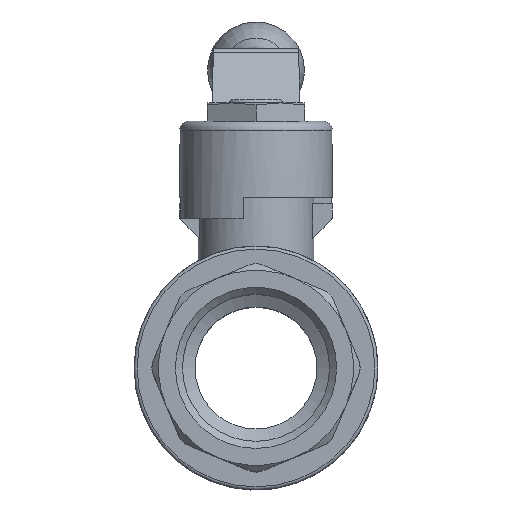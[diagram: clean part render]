
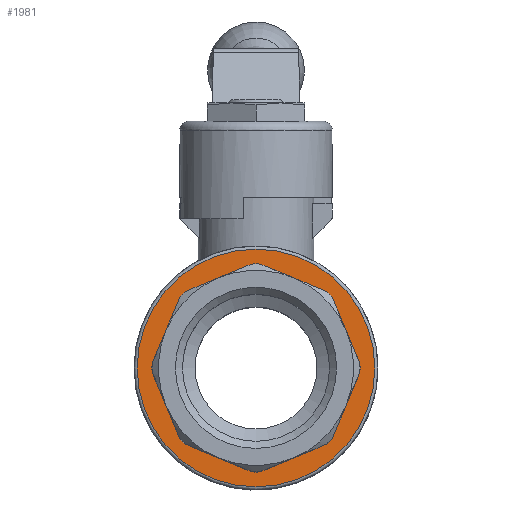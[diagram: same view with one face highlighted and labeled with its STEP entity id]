
A CAD part, top view. The second image highlights one B-rep face of the part: STEP entity #1981.
In plain terms, the highlighted planar face has unit normal (0, 0, 1).
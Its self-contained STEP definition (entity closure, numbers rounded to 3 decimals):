
#113=CIRCLE('',#2122,3.);
#114=CIRCLE('',#2124,3.);
#115=CIRCLE('',#2126,3.);
#116=CIRCLE('',#2128,3.);
#117=CIRCLE('',#2130,3.);
#118=CIRCLE('',#2132,3.);
#119=CIRCLE('',#2134,3.);
#120=CIRCLE('',#2136,3.);
#130=CIRCLE('',#2164,19.5);
#228=LINE('',#3215,#342);
#229=LINE('',#3226,#343);
#230=LINE('',#3237,#344);
#231=LINE('',#3248,#345);
#232=LINE('',#3259,#346);
#233=LINE('',#3270,#347);
#234=LINE('',#3281,#348);
#235=LINE('',#3292,#349);
#342=VECTOR('',#2466,1000.);
#343=VECTOR('',#2469,1000.);
#344=VECTOR('',#2472,1000.);
#345=VECTOR('',#2475,1000.);
#346=VECTOR('',#2478,1000.);
#347=VECTOR('',#2481,1000.);
#348=VECTOR('',#2484,1000.);
#349=VECTOR('',#2487,1000.);
#629=ORIENTED_EDGE('',*,*,#1149,.F.);
#630=ORIENTED_EDGE('',*,*,#1092,.T.);
#631=ORIENTED_EDGE('',*,*,#1125,.T.);
#632=ORIENTED_EDGE('',*,*,#1096,.T.);
#633=ORIENTED_EDGE('',*,*,#1128,.T.);
#634=ORIENTED_EDGE('',*,*,#1100,.T.);
#635=ORIENTED_EDGE('',*,*,#1131,.T.);
#636=ORIENTED_EDGE('',*,*,#1104,.T.);
#637=ORIENTED_EDGE('',*,*,#1134,.T.);
#638=ORIENTED_EDGE('',*,*,#1108,.T.);
#639=ORIENTED_EDGE('',*,*,#1137,.T.);
#640=ORIENTED_EDGE('',*,*,#1112,.T.);
#641=ORIENTED_EDGE('',*,*,#1116,.T.);
#642=ORIENTED_EDGE('',*,*,#1084,.T.);
#643=ORIENTED_EDGE('',*,*,#1119,.T.);
#644=ORIENTED_EDGE('',*,*,#1089,.T.);
#645=ORIENTED_EDGE('',*,*,#1122,.T.);
#1084=EDGE_CURVE('',#1359,#1360,#113,.T.);
#1089=EDGE_CURVE('',#1365,#1364,#114,.T.);
#1092=EDGE_CURVE('',#1367,#1368,#115,.T.);
#1096=EDGE_CURVE('',#1371,#1372,#116,.T.);
#1100=EDGE_CURVE('',#1375,#1376,#117,.T.);
#1104=EDGE_CURVE('',#1379,#1380,#118,.T.);
#1108=EDGE_CURVE('',#1383,#1384,#119,.T.);
#1112=EDGE_CURVE('',#1387,#1388,#120,.T.);
#1116=EDGE_CURVE('',#1388,#1359,#228,.T.);
#1119=EDGE_CURVE('',#1360,#1365,#229,.T.);
#1122=EDGE_CURVE('',#1364,#1367,#230,.T.);
#1125=EDGE_CURVE('',#1368,#1371,#231,.T.);
#1128=EDGE_CURVE('',#1372,#1375,#232,.T.);
#1131=EDGE_CURVE('',#1376,#1379,#233,.T.);
#1134=EDGE_CURVE('',#1380,#1383,#234,.T.);
#1137=EDGE_CURVE('',#1384,#1387,#235,.T.);
#1149=EDGE_CURVE('',#1400,#1400,#130,.T.);
#1359=VERTEX_POINT('',#3120);
#1360=VERTEX_POINT('',#3121);
#1364=VERTEX_POINT('',#3133);
#1365=VERTEX_POINT('',#3135);
#1367=VERTEX_POINT('',#3144);
#1368=VERTEX_POINT('',#3145);
#1371=VERTEX_POINT('',#3156);
#1372=VERTEX_POINT('',#3157);
#1375=VERTEX_POINT('',#3168);
#1376=VERTEX_POINT('',#3169);
#1379=VERTEX_POINT('',#3180);
#1380=VERTEX_POINT('',#3181);
#1383=VERTEX_POINT('',#3192);
#1384=VERTEX_POINT('',#3193);
#1387=VERTEX_POINT('',#3204);
#1388=VERTEX_POINT('',#3205);
#1400=VERTEX_POINT('',#3323);
#1628=EDGE_LOOP('',(#629));
#1629=EDGE_LOOP('',(#630,#631,#632,#633,#634,#635,#636,#637,#638,#639,#640,
#641,#642,#643,#644,#645));
#1779=FACE_BOUND('',#1628,.T.);
#1780=FACE_BOUND('',#1629,.T.);
#1899=PLANE('',#2163);
#1981=ADVANCED_FACE('',(#1779,#1780),#1899,.F.);
#2122=AXIS2_PLACEMENT_3D('',#3119,#2418,#2419);
#2124=AXIS2_PLACEMENT_3D('',#3134,#2425,#2426);
#2126=AXIS2_PLACEMENT_3D('',#3143,#2430,#2431);
#2128=AXIS2_PLACEMENT_3D('',#3155,#2436,#2437);
#2130=AXIS2_PLACEMENT_3D('',#3167,#2442,#2443);
#2132=AXIS2_PLACEMENT_3D('',#3179,#2448,#2449);
#2134=AXIS2_PLACEMENT_3D('',#3191,#2454,#2455);
#2136=AXIS2_PLACEMENT_3D('',#3203,#2460,#2461);
#2163=AXIS2_PLACEMENT_3D('',#3321,#2524,#2525);
#2164=AXIS2_PLACEMENT_3D('',#3322,#2526,#2527);
#2418=DIRECTION('',(0.,0.,-1.));
#2419=DIRECTION('',(-1.,0.,0.));
#2425=DIRECTION('',(0.,0.,-1.));
#2426=DIRECTION('',(-1.,0.,0.));
#2430=DIRECTION('',(0.,0.,-1.));
#2431=DIRECTION('',(-1.,0.,0.));
#2436=DIRECTION('',(0.,0.,-1.));
#2437=DIRECTION('',(-1.,0.,0.));
#2442=DIRECTION('',(0.,0.,-1.));
#2443=DIRECTION('',(-1.,0.,0.));
#2448=DIRECTION('',(0.,0.,-1.));
#2449=DIRECTION('',(-1.,0.,0.));
#2454=DIRECTION('',(0.,0.,-1.));
#2455=DIRECTION('',(-1.,0.,0.));
#2460=DIRECTION('',(0.,0.,-1.));
#2461=DIRECTION('',(-1.,0.,0.));
#2466=DIRECTION('',(0.383,0.924,0.));
#2469=DIRECTION('',(0.924,0.383,0.));
#2472=DIRECTION('',(0.924,-0.383,0.));
#2475=DIRECTION('',(0.383,-0.924,0.));
#2478=DIRECTION('',(-0.383,-0.924,0.));
#2481=DIRECTION('',(-0.924,-0.383,0.));
#2484=DIRECTION('',(-0.924,0.383,0.));
#2487=DIRECTION('',(-0.383,0.924,0.));
#2524=DIRECTION('',(0.,0.,-1.));
#2525=DIRECTION('',(-1.,0.,0.));
#2526=DIRECTION('',(0.,0.,-1.));
#2527=DIRECTION('',(-1.,0.,0.));
#3119=CARTESIAN_POINT('',(-9.95,9.95,19.));
#3120=CARTESIAN_POINT('',(-12.721,11.098,19.));
#3121=CARTESIAN_POINT('',(-11.098,12.721,19.));
#3133=CARTESIAN_POINT('',(1.148,16.843,19.));
#3134=CARTESIAN_POINT('',(0.,14.071,19.));
#3135=CARTESIAN_POINT('',(-1.148,16.843,19.));
#3143=CARTESIAN_POINT('',(9.95,9.95,19.));
#3144=CARTESIAN_POINT('',(11.098,12.721,19.));
#3145=CARTESIAN_POINT('',(12.721,11.098,19.));
#3155=CARTESIAN_POINT('',(14.071,0.,19.));
#3156=CARTESIAN_POINT('',(16.843,1.148,19.));
#3157=CARTESIAN_POINT('',(16.843,-1.148,19.));
#3167=CARTESIAN_POINT('',(9.95,-9.95,19.));
#3168=CARTESIAN_POINT('',(12.721,-11.098,19.));
#3169=CARTESIAN_POINT('',(11.098,-12.721,19.));
#3179=CARTESIAN_POINT('',(0.,-14.071,19.));
#3180=CARTESIAN_POINT('',(1.148,-16.843,19.));
#3181=CARTESIAN_POINT('',(-1.148,-16.843,19.));
#3191=CARTESIAN_POINT('',(-9.95,-9.95,19.));
#3192=CARTESIAN_POINT('',(-11.098,-12.721,19.));
#3193=CARTESIAN_POINT('',(-12.721,-11.098,19.));
#3203=CARTESIAN_POINT('',(-14.071,0.,19.));
#3204=CARTESIAN_POINT('',(-16.843,-1.148,19.));
#3205=CARTESIAN_POINT('',(-16.843,1.148,19.));
#3215=CARTESIAN_POINT('',(-12.721,11.098,19.));
#3226=CARTESIAN_POINT('',(-1.148,16.843,19.));
#3237=CARTESIAN_POINT('',(11.098,12.721,19.));
#3248=CARTESIAN_POINT('',(16.843,1.148,19.));
#3259=CARTESIAN_POINT('',(12.721,-11.098,19.));
#3270=CARTESIAN_POINT('',(1.148,-16.843,19.));
#3281=CARTESIAN_POINT('',(-11.098,-12.721,19.));
#3292=CARTESIAN_POINT('',(-16.843,-1.148,19.));
#3321=CARTESIAN_POINT('',(0.,0.,19.));
#3322=CARTESIAN_POINT('',(0.,0.,19.));
#3323=CARTESIAN_POINT('',(-19.5,0.,19.));
